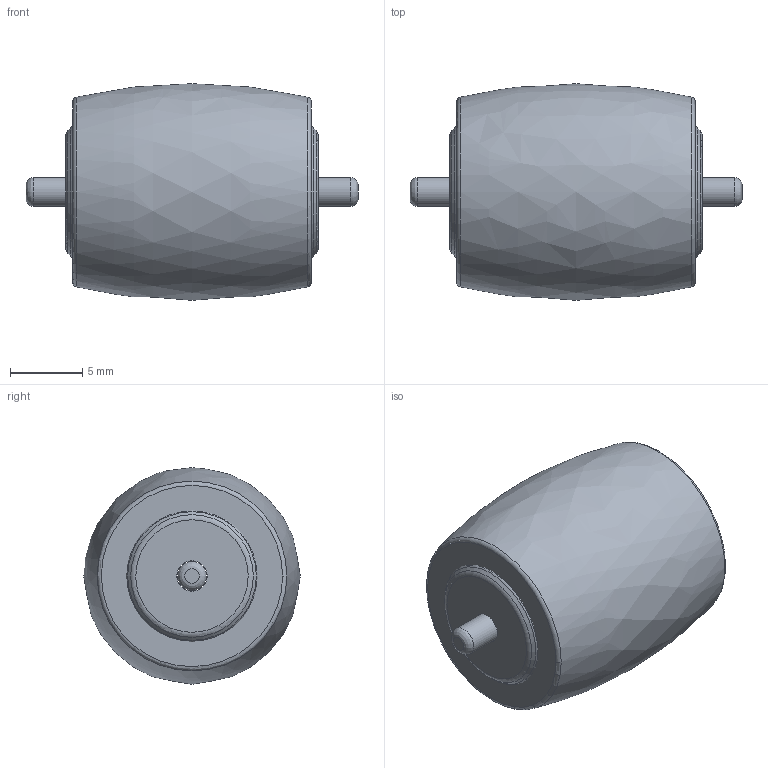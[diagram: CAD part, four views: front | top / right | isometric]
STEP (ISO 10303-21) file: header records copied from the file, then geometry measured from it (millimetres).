
FILE_DESCRIPTION(/* description */ (''),/* implementation_level */ '2;1');
FILE_NAME(/* name */ '2.75'''' Omni Directional Wheel - Double Roller-Parts\Small Wheel Assembly.iam.step',/* time_stamp */ '2020-04-16T23:38:40-04:00',/* author */ ('Jordan'),/* organization */ (''),/* preprocessor_version */ 'ST-DEVELOPER v17',/* originating_system */ 'Autodesk Inventor 2019',/* authorisation */ '');
FILE_SCHEMA (('AUTOMOTIVE_DESIGN { 1 0 10303 214 3 1 1 }'));
Length unit declared in the file: inch
Products named in the file (4): ASM-SMALL-WHEEL_ASM; SMALL-RUBBER-WHEEL; SMALL-HUB; SMALL-WHEEL-AXIS
Assembly tree (3 placements, depth 2):
  ASM-SMALL-WHEEL_ASM
    SMALL-RUBBER-WHEEL
    SMALL-HUB
    SMALL-WHEEL-AXIS
Bounding box: 23 x 15 x 15 mm (x, y, z)
Volume: 2300.7 mm3; surface area: 2424.1 mm2
Topology: 3 solids, 3 shells, 43 faces, 136 edges, 103 vertices
Faces by surface type: torus 12, cylinder 12, plane 10, cone 6, bspline 3
Full cylindrical faces by diameter (mm): 2 x1, 2.1 x1, 5.2 x2, 9 x2, 9.2 x2, 10 x1, 10.2 x3
Entity records: 2656 total; most frequent: CARTESIAN_POINT 1194, DIRECTION 322, ORIENTED_EDGE 272, AXIS2_PLACEMENT_3D 152, EDGE_CURVE 136, VERTEX_POINT 103, CIRCLE 97, EDGE_LOOP 51
